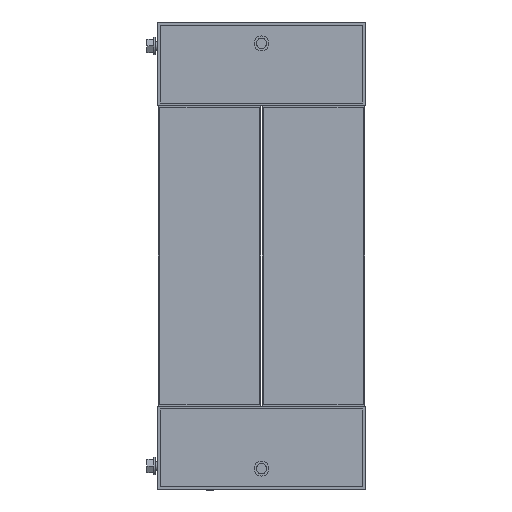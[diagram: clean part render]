
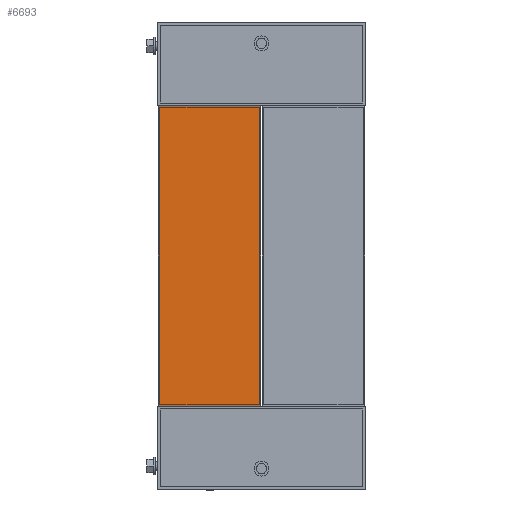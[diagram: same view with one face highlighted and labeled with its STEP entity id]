
A CAD part, left-side view. The second image highlights one B-rep face of the part: STEP entity #6693.
In plain terms, the highlighted planar face has unit normal (-1, 0, 0).
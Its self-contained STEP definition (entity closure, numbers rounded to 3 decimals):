
#649 = CARTESIAN_POINT ( 'NONE',  ( 0., -99.5, 105. ) ) ;
#708 = LINE ( 'NONE', #7740, #3319 ) ;
#876 = EDGE_CURVE ( 'NONE', #1912, #2261, #9509, .T. ) ;
#886 = DIRECTION ( 'NONE',  ( 0., 1., 0. ) ) ;
#905 = CARTESIAN_POINT ( 'NONE',  ( 0., -99.5, 105. ) ) ;
#1896 = AXIS2_PLACEMENT_3D ( 'NONE', #5288, #10673, #12407 ) ;
#1912 = VERTEX_POINT ( 'NONE', #3133 ) ;
#1977 = ORIENTED_EDGE ( 'NONE', *, *, #876, .T. ) ;
#1988 = VERTEX_POINT ( 'NONE', #905 ) ;
#2261 = VERTEX_POINT ( 'NONE', #17318 ) ;
#3133 = CARTESIAN_POINT ( 'NONE',  ( 0., -99.5, 395. ) ) ;
#3319 = VECTOR ( 'NONE', #6244, 1000. ) ;
#3648 = CARTESIAN_POINT ( 'NONE',  ( 0., -99.5, 395. ) ) ;
#4813 = EDGE_CURVE ( 'NONE', #2261, #17258, #708, .T. ) ;
#5288 = CARTESIAN_POINT ( 'NONE',  ( 0., 0., 0. ) ) ;
#6244 = DIRECTION ( 'NONE',  ( 0., 0., -1. ) ) ;
#6693 = ADVANCED_FACE ( 'NONE', ( #18012 ), #17909, .T. ) ;
#6860 = EDGE_CURVE ( 'NONE', #1988, #1912, #10026, .T. ) ;
#7069 = EDGE_CURVE ( 'NONE', #17258, #1988, #8994, .T. ) ;
#7597 = DIRECTION ( 'NONE',  ( 0., -1., 0. ) ) ;
#7740 = CARTESIAN_POINT ( 'NONE',  ( 0., -0.5, 395. ) ) ;
#7795 = EDGE_LOOP ( 'NONE', ( #1977, #11117, #10651, #15321 ) ) ;
#8731 = DIRECTION ( 'NONE',  ( 0., 0., 1. ) ) ;
#8994 = LINE ( 'NONE', #649, #9614 ) ;
#9509 = LINE ( 'NONE', #3648, #16133 ) ;
#9614 = VECTOR ( 'NONE', #7597, 1000. ) ;
#10026 = LINE ( 'NONE', #15759, #17027 ) ;
#10651 = ORIENTED_EDGE ( 'NONE', *, *, #7069, .T. ) ;
#10673 = DIRECTION ( 'NONE',  ( -1., 0., 0. ) ) ;
#11117 = ORIENTED_EDGE ( 'NONE', *, *, #4813, .T. ) ;
#12407 = DIRECTION ( 'NONE',  ( 0., 0., 1. ) ) ;
#15321 = ORIENTED_EDGE ( 'NONE', *, *, #6860, .T. ) ;
#15759 = CARTESIAN_POINT ( 'NONE',  ( 0., -99.5, 395. ) ) ;
#16133 = VECTOR ( 'NONE', #886, 1000. ) ;
#17027 = VECTOR ( 'NONE', #8731, 1000. ) ;
#17258 = VERTEX_POINT ( 'NONE', #17533 ) ;
#17318 = CARTESIAN_POINT ( 'NONE',  ( 0., -0.5, 395. ) ) ;
#17533 = CARTESIAN_POINT ( 'NONE',  ( 0., -0.5, 105. ) ) ;
#17909 = PLANE ( 'NONE',  #1896 ) ;
#18012 = FACE_OUTER_BOUND ( 'NONE', #7795, .T. ) ;
